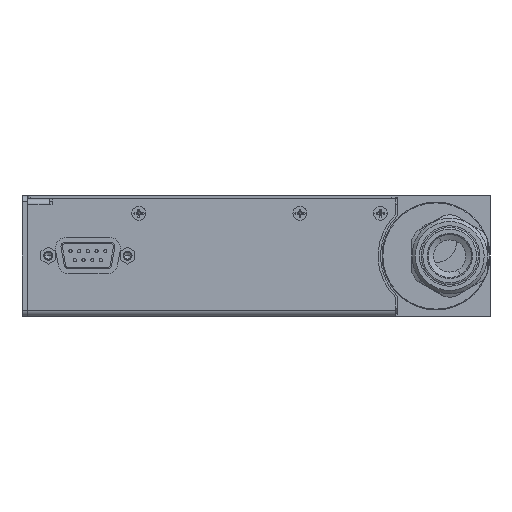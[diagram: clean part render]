
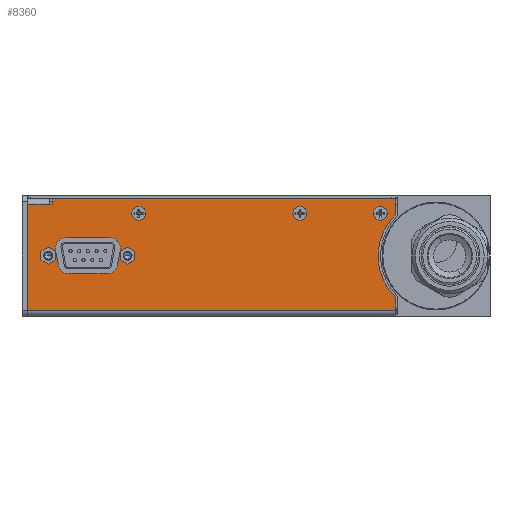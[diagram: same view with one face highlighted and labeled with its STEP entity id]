
A CAD part, left-side view. The second image highlights one B-rep face of the part: STEP entity #8360.
In plain terms, the highlighted planar face has unit normal (-1, 0, 0).
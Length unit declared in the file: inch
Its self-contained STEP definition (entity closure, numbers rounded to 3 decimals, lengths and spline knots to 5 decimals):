
#4011=DIRECTION('',(0.,0.,1.));
#4012=VECTOR('',#4011,1.315);
#4013=CARTESIAN_POINT('',(-1.585,4.25,0.07));
#4014=LINE('',#4013,#4012);
#5266=DIRECTION('',(0.,0.,1.));
#5267=VECTOR('',#5266,0.17111);
#5268=CARTESIAN_POINT('',(-1.585,-0.32,1.28389));
#5269=LINE('',#5268,#5267);
#5304=DIRECTION('',(0.,0.,1.));
#5305=VECTOR('',#5304,0.13489);
#5306=CARTESIAN_POINT('',(-1.585,-0.32,0.07));
#5307=LINE('',#5306,#5305);
#5425=CARTESIAN_POINT('',(-1.585,-0.13,1.275));
#5426=DIRECTION('',(-1.,0.,0.));
#5427=DIRECTION('',(0.,1.,0.));
#5428=AXIS2_PLACEMENT_3D('',#5425,#5426,#5427);
#5430=CARTESIAN_POINT('',(-1.585,-0.13,1.275));
#5431=DIRECTION('',(-1.,0.,0.));
#5432=DIRECTION('',(0.,-1.,0.));
#5433=AXIS2_PLACEMENT_3D('',#5430,#5431,#5432);
#5435=CARTESIAN_POINT('',(-1.585,0.87,1.275));
#5436=DIRECTION('',(-1.,0.,0.));
#5437=DIRECTION('',(0.,1.,0.));
#5438=AXIS2_PLACEMENT_3D('',#5435,#5436,#5437);
#5440=CARTESIAN_POINT('',(-1.585,0.87,1.275));
#5441=DIRECTION('',(-1.,0.,0.));
#5442=DIRECTION('',(0.,-1.,0.));
#5443=AXIS2_PLACEMENT_3D('',#5440,#5441,#5442);
#5445=CARTESIAN_POINT('',(-1.585,2.87,1.275));
#5446=DIRECTION('',(-1.,0.,0.));
#5447=DIRECTION('',(0.,1.,0.));
#5448=AXIS2_PLACEMENT_3D('',#5445,#5446,#5447);
#5450=CARTESIAN_POINT('',(-1.585,2.87,1.275));
#5451=DIRECTION('',(-1.,0.,0.));
#5452=DIRECTION('',(0.,-1.,0.));
#5453=AXIS2_PLACEMENT_3D('',#5450,#5451,#5452);
#5455=CARTESIAN_POINT('',(-1.585,-0.26,1.28389));
#5456=DIRECTION('',(-1.,0.,0.));
#5457=DIRECTION('',(0.,-0.714,-0.7));
#5458=AXIS2_PLACEMENT_3D('',#5455,#5456,#5457);
#5460=CARTESIAN_POINT('',(-1.585,-0.81,0.745));
#5461=DIRECTION('',(-1.,0.,0.));
#5462=DIRECTION('',(0.,0.714,0.7));
#5463=AXIS2_PLACEMENT_3D('',#5460,#5461,#5462);
#5465=CARTESIAN_POINT('',(-1.585,-0.257,0.20489));
#5466=DIRECTION('',(-1.,0.,0.));
#5467=DIRECTION('',(0.,-1.,0.));
#5468=AXIS2_PLACEMENT_3D('',#5465,#5466,#5467);
#5470=DIRECTION('',(0.,1.,0.));
#5471=VECTOR('',#5470,4.57);
#5472=CARTESIAN_POINT('',(-1.585,-0.32,0.07));
#5473=LINE('',#5472,#5471);
#5474=DIRECTION('',(0.,-1.,0.));
#5475=VECTOR('',#5474,0.27);
#5476=CARTESIAN_POINT('',(-1.585,4.25,1.385));
#5477=LINE('',#5476,#5475);
#5478=DIRECTION('',(0.,1.,0.));
#5479=VECTOR('',#5478,0.035);
#5480=CARTESIAN_POINT('',(-1.585,3.945,1.385));
#5481=LINE('',#5480,#5479);
#5482=DIRECTION('',(0.,0.,-1.));
#5483=VECTOR('',#5482,0.07);
#5484=CARTESIAN_POINT('',(-1.585,3.945,1.455));
#5485=LINE('',#5484,#5483);
#5486=CARTESIAN_POINT('',(-1.585,3.01,0.75));
#5487=DIRECTION('',(-1.,0.,0.));
#5488=DIRECTION('',(0.,0.,1.));
#5489=AXIS2_PLACEMENT_3D('',#5486,#5487,#5488);
#5491=CARTESIAN_POINT('',(-1.585,3.01,0.75));
#5492=DIRECTION('',(-1.,0.,0.));
#5493=DIRECTION('',(0.,0.,-1.));
#5494=AXIS2_PLACEMENT_3D('',#5491,#5492,#5493);
#5496=CARTESIAN_POINT('',(-1.585,3.994,0.75));
#5497=DIRECTION('',(-1.,0.,0.));
#5498=DIRECTION('',(0.,0.,1.));
#5499=AXIS2_PLACEMENT_3D('',#5496,#5497,#5498);
#5501=CARTESIAN_POINT('',(-1.585,3.994,0.75));
#5502=DIRECTION('',(-1.,0.,0.));
#5503=DIRECTION('',(0.,0.,-1.));
#5504=AXIS2_PLACEMENT_3D('',#5501,#5502,#5503);
#5506=CARTESIAN_POINT('',(-1.585,3.773,0.842));
#5507=DIRECTION('',(-1.,0.,0.));
#5508=DIRECTION('',(0.,0.,1.));
#5509=AXIS2_PLACEMENT_3D('',#5506,#5507,#5508);
#5511=DIRECTION('',(0.,-0.174,-0.985));
#5512=VECTOR('',#5511,0.18785);
#5513=CARTESIAN_POINT('',(-1.585,3.90299,0.81908));
#5514=LINE('',#5513,#5512);
#5515=CARTESIAN_POINT('',(-1.585,3.74038,0.657));
#5516=DIRECTION('',(-1.,0.,0.));
#5517=DIRECTION('',(0.,0.985,-0.174));
#5518=AXIS2_PLACEMENT_3D('',#5515,#5516,#5517);
#5520=DIRECTION('',(0.,-1.,0.));
#5521=VECTOR('',#5520,0.47676);
#5522=CARTESIAN_POINT('',(-1.585,3.74038,0.525));
#5523=LINE('',#5522,#5521);
#5524=CARTESIAN_POINT('',(-1.585,3.26362,0.657));
#5525=DIRECTION('',(-1.,0.,0.));
#5526=DIRECTION('',(0.,0.,-1.));
#5527=AXIS2_PLACEMENT_3D('',#5524,#5525,#5526);
#5529=DIRECTION('',(0.,-0.174,0.985));
#5530=VECTOR('',#5529,0.18785);
#5531=CARTESIAN_POINT('',(-1.585,3.13363,0.63408));
#5532=LINE('',#5531,#5530);
#5533=CARTESIAN_POINT('',(-1.585,3.231,0.842));
#5534=DIRECTION('',(-1.,0.,0.));
#5535=DIRECTION('',(0.,-0.985,-0.174));
#5536=AXIS2_PLACEMENT_3D('',#5533,#5534,#5535);
#5538=DIRECTION('',(0.,1.,0.));
#5539=VECTOR('',#5538,0.542);
#5540=CARTESIAN_POINT('',(-1.585,3.231,0.974));
#5541=LINE('',#5540,#5539);
#5596=DIRECTION('',(0.,1.,0.));
#5597=VECTOR('',#5596,4.265);
#5598=CARTESIAN_POINT('',(-1.585,-0.32,1.455));
#5599=LINE('',#5598,#5597);
#5932=CARTESIAN_POINT('',(-1.585,3.945,1.455));
#5933=CARTESIAN_POINT('',(-1.585,3.945,1.385));
#5934=VERTEX_POINT('',#5932);
#5935=VERTEX_POINT('',#5933);
#6104=CARTESIAN_POINT('',(-1.585,4.25,1.385));
#6105=CARTESIAN_POINT('',(-1.585,3.98,1.385));
#6106=VERTEX_POINT('',#6104);
#6107=VERTEX_POINT('',#6105);
#6112=CARTESIAN_POINT('',(-1.585,4.25,0.07));
#6113=VERTEX_POINT('',#6112);
#6215=CARTESIAN_POINT('',(-1.585,-0.32,0.07));
#6217=VERTEX_POINT('',#6215);
#6218=CARTESIAN_POINT('',(-1.585,-0.32,1.455));
#6220=VERTEX_POINT('',#6218);
#6230=CARTESIAN_POINT('',(-1.585,-0.044,1.275));
#6231=CARTESIAN_POINT('',(-1.585,-0.216,1.275));
#6232=VERTEX_POINT('',#6230);
#6233=VERTEX_POINT('',#6231);
#6238=CARTESIAN_POINT('',(-1.585,0.956,1.275));
#6239=CARTESIAN_POINT('',(-1.585,0.784,1.275));
#6240=VERTEX_POINT('',#6238);
#6241=VERTEX_POINT('',#6239);
#6246=CARTESIAN_POINT('',(-1.585,2.956,1.275));
#6247=CARTESIAN_POINT('',(-1.585,2.784,1.275));
#6248=VERTEX_POINT('',#6246);
#6249=VERTEX_POINT('',#6247);
#6370=CARTESIAN_POINT('',(-1.585,-0.30286,1.2419));
#6371=VERTEX_POINT('',#6370);
#6372=CARTESIAN_POINT('',(-1.585,-0.32,1.28389));
#6373=VERTEX_POINT('',#6372);
#6374=CARTESIAN_POINT('',(-1.585,-0.32,0.20489));
#6375=CARTESIAN_POINT('',(-1.585,-0.30207,0.24891));
#6376=VERTEX_POINT('',#6374);
#6377=VERTEX_POINT('',#6375);
#6406=CARTESIAN_POINT('',(-1.585,3.01,0.81));
#6407=CARTESIAN_POINT('',(-1.585,3.01,0.69));
#6408=VERTEX_POINT('',#6406);
#6409=VERTEX_POINT('',#6407);
#6410=CARTESIAN_POINT('',(-1.585,3.994,0.81));
#6411=CARTESIAN_POINT('',(-1.585,3.994,0.69));
#6412=VERTEX_POINT('',#6410);
#6413=VERTEX_POINT('',#6411);
#6414=CARTESIAN_POINT('',(-1.585,3.773,0.974));
#6415=CARTESIAN_POINT('',(-1.585,3.90299,0.81908));
#6416=VERTEX_POINT('',#6414);
#6417=VERTEX_POINT('',#6415);
#6418=CARTESIAN_POINT('',(-1.585,3.87037,0.63408));
#6419=VERTEX_POINT('',#6418);
#6420=CARTESIAN_POINT('',(-1.585,3.74038,0.525));
#6421=VERTEX_POINT('',#6420);
#6422=CARTESIAN_POINT('',(-1.585,3.26362,0.525));
#6423=VERTEX_POINT('',#6422);
#6424=CARTESIAN_POINT('',(-1.585,3.13363,0.63408));
#6425=VERTEX_POINT('',#6424);
#6426=CARTESIAN_POINT('',(-1.585,3.10101,0.81908));
#6427=VERTEX_POINT('',#6426);
#6428=CARTESIAN_POINT('',(-1.585,3.231,0.974));
#6429=VERTEX_POINT('',#6428);
#8288=CARTESIAN_POINT('',(-1.585,0.,0.));
#8289=DIRECTION('',(-1.,0.,0.));
#8290=DIRECTION('',(0.,0.,1.));
#8291=AXIS2_PLACEMENT_3D('',#8288,#8289,#8290);
#8292=PLANE('',#8291);
#8293=ORIENTED_EDGE('',*,*,#8193,.F.);
#8295=ORIENTED_EDGE('',*,*,#8294,.T.);
#8297=ORIENTED_EDGE('',*,*,#8296,.F.);
#8298=ORIENTED_EDGE('',*,*,#8179,.F.);
#8300=ORIENTED_EDGE('',*,*,#8299,.T.);
#8301=ORIENTED_EDGE('',*,*,#6475,.T.);
#8303=ORIENTED_EDGE('',*,*,#8302,.T.);
#8305=ORIENTED_EDGE('',*,*,#8304,.F.);
#8307=ORIENTED_EDGE('',*,*,#8306,.F.);
#8309=ORIENTED_EDGE('',*,*,#8308,.F.);
#8310=ORIENTED_EDGE('',*,*,#8154,.F.);
#8311=EDGE_LOOP('',(#8293,#8295,#8297,#8298,#8300,#8301,#8303,#8305,#8307,#8309,
#8310));
#8312=FACE_OUTER_BOUND('',#8311,.F.);
#8313=ORIENTED_EDGE('',*,*,#8278,.T.);
#8315=ORIENTED_EDGE('',*,*,#8314,.T.);
#8316=EDGE_LOOP('',(#8313,#8315));
#8317=FACE_BOUND('',#8316,.F.);
#8319=ORIENTED_EDGE('',*,*,#8318,.T.);
#8321=ORIENTED_EDGE('',*,*,#8320,.T.);
#8322=EDGE_LOOP('',(#8319,#8321));
#8323=FACE_BOUND('',#8322,.F.);
#8325=ORIENTED_EDGE('',*,*,#8324,.T.);
#8327=ORIENTED_EDGE('',*,*,#8326,.T.);
#8328=EDGE_LOOP('',(#8325,#8327));
#8329=FACE_BOUND('',#8328,.F.);
#8331=ORIENTED_EDGE('',*,*,#8330,.T.);
#8333=ORIENTED_EDGE('',*,*,#8332,.T.);
#8334=EDGE_LOOP('',(#8331,#8333));
#8335=FACE_BOUND('',#8334,.F.);
#8337=ORIENTED_EDGE('',*,*,#8336,.T.);
#8339=ORIENTED_EDGE('',*,*,#8338,.T.);
#8340=EDGE_LOOP('',(#8337,#8339));
#8341=FACE_BOUND('',#8340,.F.);
#8343=ORIENTED_EDGE('',*,*,#8342,.T.);
#8345=ORIENTED_EDGE('',*,*,#8344,.T.);
#8347=ORIENTED_EDGE('',*,*,#8346,.T.);
#8349=ORIENTED_EDGE('',*,*,#8348,.T.);
#8351=ORIENTED_EDGE('',*,*,#8350,.T.);
#8353=ORIENTED_EDGE('',*,*,#8352,.T.);
#8355=ORIENTED_EDGE('',*,*,#8354,.T.);
#8357=ORIENTED_EDGE('',*,*,#8356,.T.);
#8358=EDGE_LOOP('',(#8343,#8345,#8347,#8349,#8351,#8353,#8355,#8357));
#8359=FACE_BOUND('',#8358,.F.);
#8360=ADVANCED_FACE('',(#8312,#8317,#8323,#8329,#8335,#8341,#8359),#8292,.T.);
#5429=CIRCLE('',#5428,0.086);
#5434=CIRCLE('',#5433,0.086);
#5439=CIRCLE('',#5438,0.086);
#5444=CIRCLE('',#5443,0.086);
#5449=CIRCLE('',#5448,0.086);
#5454=CIRCLE('',#5453,0.086);
#5459=CIRCLE('',#5458,0.06);
#5464=CIRCLE('',#5463,0.71);
#5469=CIRCLE('',#5468,0.063);
#5490=CIRCLE('',#5489,0.06);
#5495=CIRCLE('',#5494,0.06);
#5500=CIRCLE('',#5499,0.06);
#5505=CIRCLE('',#5504,0.06);
#5510=CIRCLE('',#5509,0.132);
#5519=CIRCLE('',#5518,0.132);
#5528=CIRCLE('',#5527,0.132);
#5537=CIRCLE('',#5536,0.132);
#6475=EDGE_CURVE('',#6113,#6106,#4014,.T.);
#8154=EDGE_CURVE('',#6373,#6220,#5269,.T.);
#8179=EDGE_CURVE('',#6217,#6376,#5307,.T.);
#8193=EDGE_CURVE('',#6371,#6373,#5459,.T.);
#8278=EDGE_CURVE('',#6232,#6233,#5429,.T.);
#8294=EDGE_CURVE('',#6371,#6377,#5464,.T.);
#8296=EDGE_CURVE('',#6376,#6377,#5469,.T.);
#8299=EDGE_CURVE('',#6217,#6113,#5473,.T.);
#8302=EDGE_CURVE('',#6106,#6107,#5477,.T.);
#8304=EDGE_CURVE('',#5935,#6107,#5481,.T.);
#8306=EDGE_CURVE('',#5934,#5935,#5485,.T.);
#8308=EDGE_CURVE('',#6220,#5934,#5599,.T.);
#8314=EDGE_CURVE('',#6233,#6232,#5434,.T.);
#8318=EDGE_CURVE('',#6240,#6241,#5439,.T.);
#8320=EDGE_CURVE('',#6241,#6240,#5444,.T.);
#8324=EDGE_CURVE('',#6248,#6249,#5449,.T.);
#8326=EDGE_CURVE('',#6249,#6248,#5454,.T.);
#8330=EDGE_CURVE('',#6408,#6409,#5490,.T.);
#8332=EDGE_CURVE('',#6409,#6408,#5495,.T.);
#8336=EDGE_CURVE('',#6412,#6413,#5500,.T.);
#8338=EDGE_CURVE('',#6413,#6412,#5505,.T.);
#8342=EDGE_CURVE('',#6416,#6417,#5510,.T.);
#8344=EDGE_CURVE('',#6417,#6419,#5514,.T.);
#8346=EDGE_CURVE('',#6419,#6421,#5519,.T.);
#8348=EDGE_CURVE('',#6421,#6423,#5523,.T.);
#8350=EDGE_CURVE('',#6423,#6425,#5528,.T.);
#8352=EDGE_CURVE('',#6425,#6427,#5532,.T.);
#8354=EDGE_CURVE('',#6427,#6429,#5537,.T.);
#8356=EDGE_CURVE('',#6429,#6416,#5541,.T.);
